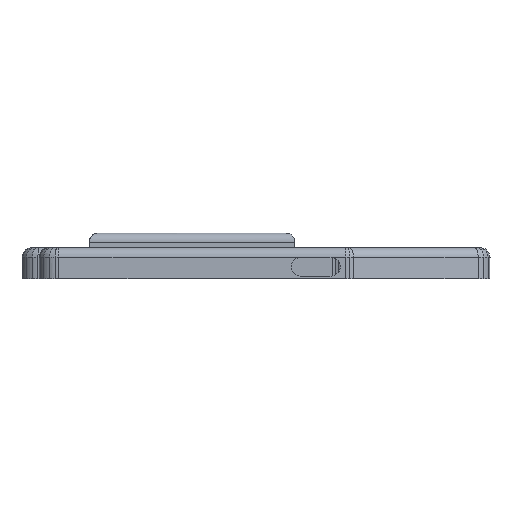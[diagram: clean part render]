
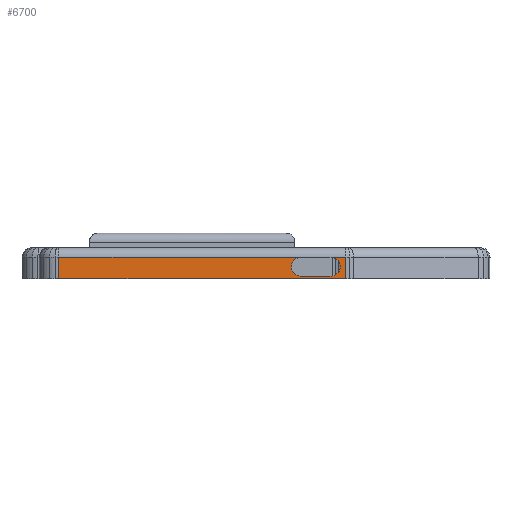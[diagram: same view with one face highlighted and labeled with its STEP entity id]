
A CAD part, left-side view. The second image highlights one B-rep face of the part: STEP entity #6700.
In plain terms, the highlighted planar face has unit normal (-1, 0, 0).
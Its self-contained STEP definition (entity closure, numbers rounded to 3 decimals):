
#48=CIRCLE('',#7049,1.9);
#49=CIRCLE('',#7050,1.9);
#203=PLANE('',#7048);
#466=FACE_OUTER_BOUND('',#849,.T.);
#849=EDGE_LOOP('',(#5132,#5133,#5134,#5135,#5136,#5137,#5138,#5139));
#1442=LINE('',#12271,#2136);
#1444=LINE('',#12274,#2138);
#1452=LINE('',#13287,#2146);
#1454=LINE('',#13304,#2148);
#1455=LINE('',#13307,#2149);
#1456=LINE('',#13308,#2150);
#2136=VECTOR('',#7756,10.);
#2138=VECTOR('',#7758,10.);
#2146=VECTOR('',#7788,10.);
#2148=VECTOR('',#7794,10.);
#2149=VECTOR('',#7797,10.);
#2150=VECTOR('',#7798,10.);
#3146=VERTEX_POINT('',#12252);
#3148=VERTEX_POINT('',#12268);
#3149=VERTEX_POINT('',#12270);
#3150=VERTEX_POINT('',#12272);
#3177=VERTEX_POINT('',#13286);
#3179=VERTEX_POINT('',#13301);
#3180=VERTEX_POINT('',#13303);
#3181=VERTEX_POINT('',#13306);
#3915=EDGE_CURVE('',#3148,#3149,#1442,.T.);
#3917=EDGE_CURVE('',#3150,#3146,#1444,.T.);
#3967=EDGE_CURVE('',#3146,#3177,#1452,.T.);
#3970=EDGE_CURVE('',#3150,#3179,#48,.T.);
#3971=EDGE_CURVE('',#3179,#3180,#1454,.T.);
#3972=EDGE_CURVE('',#3180,#3149,#49,.T.);
#3973=EDGE_CURVE('',#3148,#3181,#1455,.T.);
#3974=EDGE_CURVE('',#3181,#3177,#1456,.T.);
#5132=ORIENTED_EDGE('',*,*,#3917,.F.);
#5133=ORIENTED_EDGE('',*,*,#3970,.T.);
#5134=ORIENTED_EDGE('',*,*,#3971,.T.);
#5135=ORIENTED_EDGE('',*,*,#3972,.T.);
#5136=ORIENTED_EDGE('',*,*,#3915,.F.);
#5137=ORIENTED_EDGE('',*,*,#3973,.T.);
#5138=ORIENTED_EDGE('',*,*,#3974,.T.);
#5139=ORIENTED_EDGE('',*,*,#3967,.F.);
#6700=ADVANCED_FACE('',(#466),#203,.T.);
#7048=AXIS2_PLACEMENT_3D('',#13300,#7790,#7791);
#7049=AXIS2_PLACEMENT_3D('',#13302,#7792,#7793);
#7050=AXIS2_PLACEMENT_3D('',#13305,#7795,#7796);
#7756=DIRECTION('',(0.,-1.,0.));
#7758=DIRECTION('',(0.,-1.,0.));
#7788=DIRECTION('',(0.,0.,-1.));
#7790=DIRECTION('center_axis',(-1.,0.,0.));
#7791=DIRECTION('ref_axis',(0.,1.,0.));
#7792=DIRECTION('center_axis',(1.,0.,0.));
#7793=DIRECTION('ref_axis',(0.,0.,1.));
#7794=DIRECTION('',(0.,1.,0.));
#7795=DIRECTION('center_axis',(1.,0.,0.));
#7796=DIRECTION('ref_axis',(0.,0.,-1.));
#7797=DIRECTION('',(0.,0.,-1.));
#7798=DIRECTION('',(0.,-1.,0.));
#12252=CARTESIAN_POINT('',(15.42,-77.616,-2.));
#12268=CARTESIAN_POINT('',(15.42,-18.879,-2.));
#12270=CARTESIAN_POINT('',(15.42,-68.408,-2.));
#12271=CARTESIAN_POINT('',(15.42,-68.448,-2.));
#12272=CARTESIAN_POINT('',(15.42,-74.648,-2.));
#12274=CARTESIAN_POINT('',(15.42,-68.448,-2.));
#13286=CARTESIAN_POINT('',(15.42,-77.616,-6.4));
#13287=CARTESIAN_POINT('',(15.42,-77.616,0.));
#13300=CARTESIAN_POINT('Origin',(15.42,-77.616,0.));
#13301=CARTESIAN_POINT('',(15.42,-74.648,-5.8));
#13302=CARTESIAN_POINT('Origin',(15.42,-74.648,-3.9));
#13303=CARTESIAN_POINT('',(15.42,-68.408,-5.8));
#13304=CARTESIAN_POINT('',(15.42,-73.012,-5.8));
#13305=CARTESIAN_POINT('Origin',(15.42,-68.408,-3.9));
#13306=CARTESIAN_POINT('',(15.42,-18.879,-6.4));
#13307=CARTESIAN_POINT('',(15.42,-18.879,0.));
#13308=CARTESIAN_POINT('',(15.42,-68.448,-6.4));
